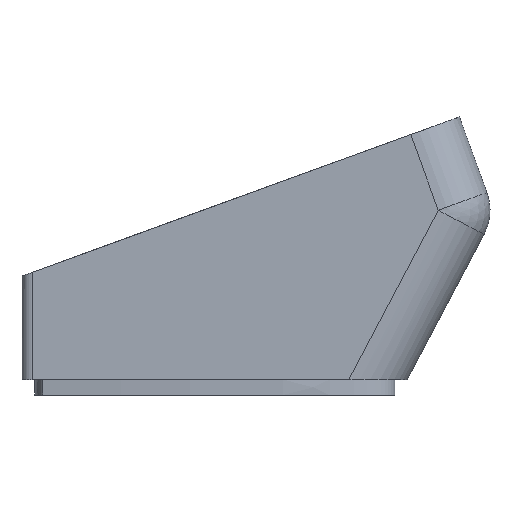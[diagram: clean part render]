
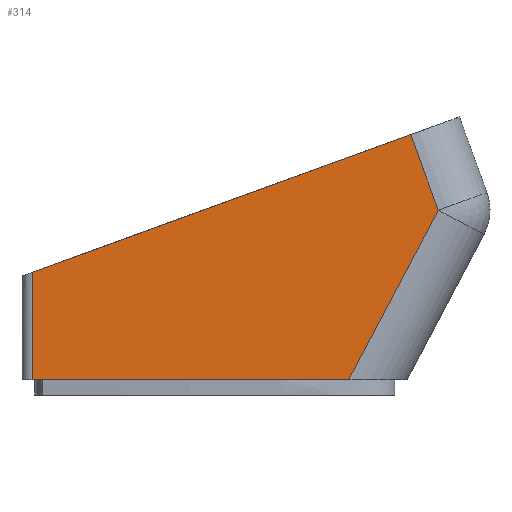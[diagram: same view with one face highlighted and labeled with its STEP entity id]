
A CAD part, front view. The second image highlights one B-rep face of the part: STEP entity #314.
In plain terms, the highlighted planar face has unit normal (0, -1, 0).
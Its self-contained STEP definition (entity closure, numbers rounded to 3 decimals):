
#49 = VERTEX_POINT('',#50);
#50 = CARTESIAN_POINT('',(63.188,-11.5,0.));
#57 = EDGE_CURVE('',#49,#58,#60,.T.);
#58 = VERTEX_POINT('',#59);
#59 = CARTESIAN_POINT('',(2.,-11.5,0.));
#60 = LINE('',#61,#62);
#61 = CARTESIAN_POINT('',(74.5,-11.5,0.));
#62 = VECTOR('',#63,1.);
#63 = DIRECTION('',(-1.,0.,0.));
#271 = VERTEX_POINT('',#272);
#272 = CARTESIAN_POINT('',(2.,-11.5,20.728));
#279 = EDGE_CURVE('',#58,#271,#280,.T.);
#280 = LINE('',#281,#282);
#281 = CARTESIAN_POINT('',(2.,-11.5,0.));
#282 = VECTOR('',#283,1.);
#283 = DIRECTION('',(0.,0.,1.));
#294 = VERTEX_POINT('',#295);
#295 = CARTESIAN_POINT('',(80.498,-11.5,32.738));
#304 = EDGE_CURVE('',#294,#49,#305,.T.);
#305 = LINE('',#306,#307);
#306 = CARTESIAN_POINT('',(82.572,-11.5,36.662));
#307 = VECTOR('',#308,1.);
#308 = DIRECTION('',(-0.467,0.,-0.884)
  );
#314 = ADVANCED_FACE('',(#315),#334,.F.);
#315 = FACE_BOUND('',#316,.F.);
#316 = EDGE_LOOP('',(#317,#325,#331,#332,#333));
#317 = ORIENTED_EDGE('',*,*,#318,.T.);
#318 = EDGE_CURVE('',#271,#319,#321,.T.);
#319 = VERTEX_POINT('',#320);
#320 = CARTESIAN_POINT('',(75.175,-11.5,47.362));
#321 = LINE('',#322,#323);
#322 = CARTESIAN_POINT('',(0.,-11.5,20.));
#323 = VECTOR('',#324,1.);
#324 = DIRECTION('',(0.94,0.,0.342)
  );
#325 = ORIENTED_EDGE('',*,*,#326,.T.);
#326 = EDGE_CURVE('',#319,#294,#327,.T.);
#327 = LINE('',#328,#329);
#328 = CARTESIAN_POINT('',(75.175,-11.5,47.362));
#329 = VECTOR('',#330,1.);
#330 = DIRECTION('',(0.342,0.,-0.94)
  );
#331 = ORIENTED_EDGE('',*,*,#304,.T.);
#332 = ORIENTED_EDGE('',*,*,#57,.T.);
#333 = ORIENTED_EDGE('',*,*,#279,.T.);
#334 = PLANE('',#335);
#335 = AXIS2_PLACEMENT_3D('',#336,#337,#338);
#336 = CARTESIAN_POINT('',(47.126,-11.5,19.908));
#337 = DIRECTION('',(0.,1.,0.));
#338 = DIRECTION('',(0.,0.,1.));
